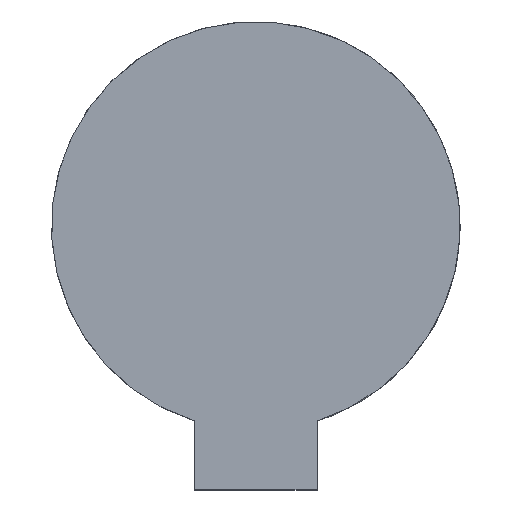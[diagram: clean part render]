
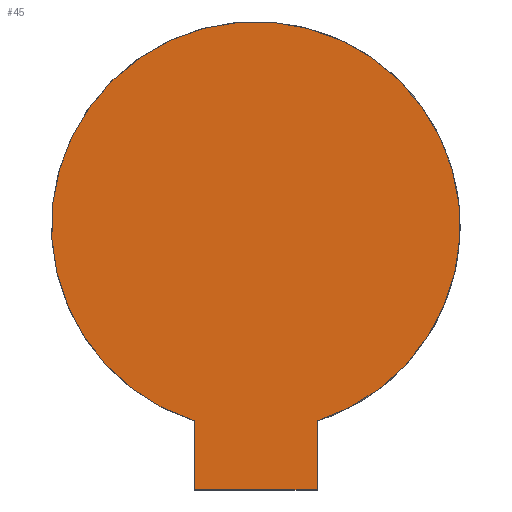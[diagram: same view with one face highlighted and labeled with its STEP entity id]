
A CAD part, top view. The second image highlights one B-rep face of the part: STEP entity #45.
In plain terms, the highlighted planar face has unit normal (0, 0, 1).
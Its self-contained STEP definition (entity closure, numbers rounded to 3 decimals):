
#39=CIRCLE('',#142,5.);
#45=ADVANCED_FACE('',(#57),#51,.T.);
#51=PLANE('',#144);
#57=FACE_OUTER_BOUND('',#65,.T.);
#65=EDGE_LOOP('',(#88,#89,#90,#91));
#88=ORIENTED_EDGE('',*,*,#102,.F.);
#89=ORIENTED_EDGE('',*,*,#114,.T.);
#90=ORIENTED_EDGE('',*,*,#106,.F.);
#91=ORIENTED_EDGE('',*,*,#110,.F.);
#93=VERTEX_POINT('',#180);
#94=VERTEX_POINT('',#181);
#97=VERTEX_POINT('',#189);
#98=VERTEX_POINT('',#190);
#102=EDGE_CURVE('',#93,#94,#115,.T.);
#106=EDGE_CURVE('',#97,#98,#119,.T.);
#110=EDGE_CURVE('',#94,#97,#123,.T.);
#114=EDGE_CURVE('',#93,#98,#39,.T.);
#115=LINE('',#179,#125);
#119=LINE('',#188,#129);
#123=LINE('',#197,#133);
#125=VECTOR('',#148,1.);
#129=VECTOR('',#154,1.);
#133=VECTOR('',#160,1.);
#142=AXIS2_PLACEMENT_3D('',#204,#170,#171);
#144=AXIS2_PLACEMENT_3D('',#206,#174,#175);
#148=DIRECTION('',(0.,-1.,0.));
#154=DIRECTION('',(0.,1.,0.));
#160=DIRECTION('',(-1.,0.,0.));
#170=DIRECTION('',(0.,0.,1.));
#171=DIRECTION('',(1.,0.,0.));
#174=DIRECTION('',(0.,0.,1.));
#175=DIRECTION('',(-1.,0.,0.));
#179=CARTESIAN_POINT('',(1.5,-3.632,2.7));
#180=CARTESIAN_POINT('',(1.5,-4.77,2.7));
#181=CARTESIAN_POINT('',(1.5,-6.46,2.7));
#188=CARTESIAN_POINT('',(-1.5,-6.46,2.7));
#189=CARTESIAN_POINT('',(-1.5,-6.46,2.7));
#190=CARTESIAN_POINT('',(-1.5,-4.77,2.7));
#197=CARTESIAN_POINT('',(1.5,-6.46,2.7));
#204=CARTESIAN_POINT('',(0.,0.,2.7));
#206=CARTESIAN_POINT('',(0.,0.,2.7));
